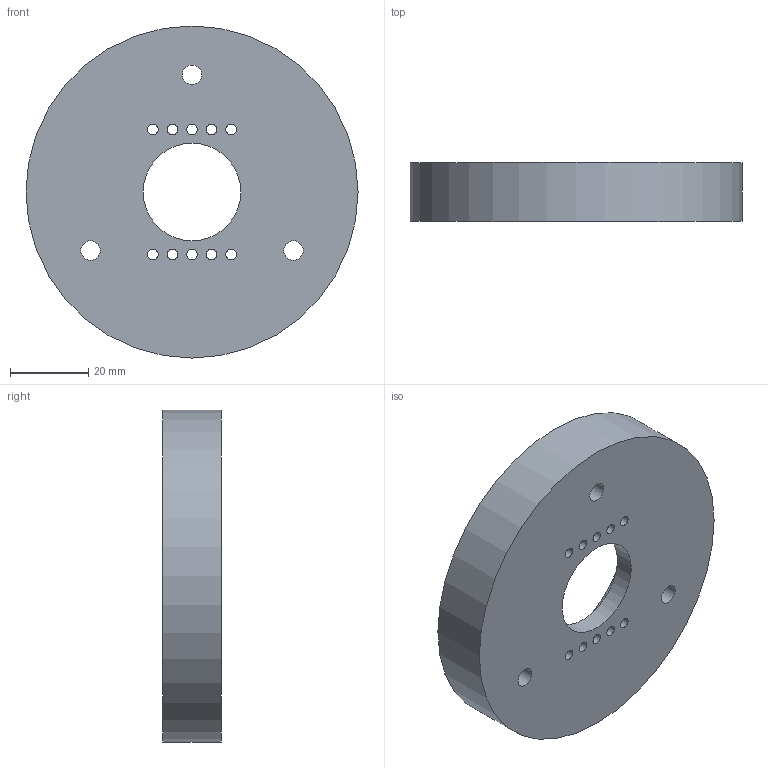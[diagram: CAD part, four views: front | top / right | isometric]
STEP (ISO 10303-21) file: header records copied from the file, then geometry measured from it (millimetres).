
FILE_DESCRIPTION(/* description */ (''),/* implementation_level */ '2;1');
FILE_NAME(/* name */ 'Bearing Base Connector.step',/* time_stamp */ '2023-07-30T19:13:04+08:00',/* author */ (''),/* organization */ (''),/* preprocessor_version */ 'ST-DEVELOPER v19.2',/* originating_system */ 'Autodesk Translation Framework v11.17.0.187',/* authorisation */ '');
FILE_SCHEMA (('AUTOMOTIVE_DESIGN { 1 0 10303 214 3 1 1 }'));
Length unit declared in the file: millimetre
Products named in the file (1): Bearing Base Connector
Bounding box: 85 x 15 x 85 mm (x, y, z)
Volume: 60500.5 mm3; surface area: 17288.3 mm2
Topology: 1 solids, 1 shells, 19 faces, 48 edges, 32 vertices
Faces by surface type: cylinder 16, plane 3
Full cylindrical faces by diameter (mm): 2.7 x10, 5 x3, 25 x1, 51.7 x1, 85 x1
Entity records: 672 total; most frequent: DIRECTION 120, CARTESIAN_POINT 100, ORIENTED_EDGE 96, AXIS2_PLACEMENT_3D 52, EDGE_LOOP 48, EDGE_CURVE 48, CIRCLE 32, VERTEX_POINT 32
